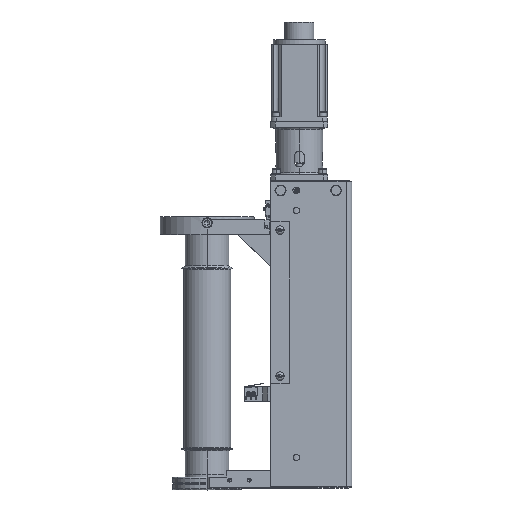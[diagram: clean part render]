
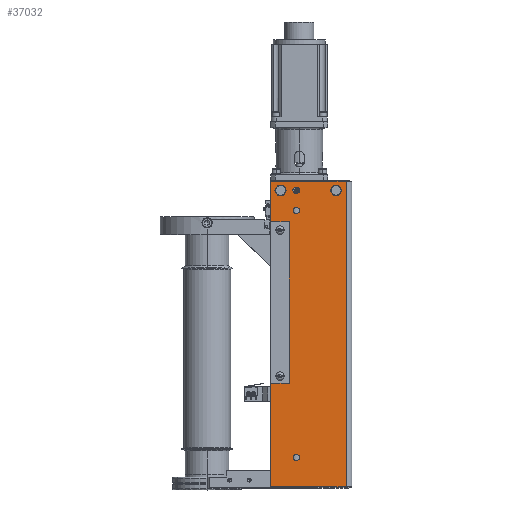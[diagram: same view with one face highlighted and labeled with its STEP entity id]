
A CAD part, top view. The second image highlights one B-rep face of the part: STEP entity #37032.
In plain terms, the highlighted planar face has unit normal (0, 0, 1).
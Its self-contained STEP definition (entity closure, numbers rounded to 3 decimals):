
#9840=DIRECTION('',(1.,0.,0.));
#9841=VECTOR('',#9840,76.9);
#9842=CARTESIAN_POINT('',(64.8,1.,49.075));
#9843=LINE('',#9842,#9841);
#10906=CARTESIAN_POINT('',(90.85,303.5,49.075));
#10907=DIRECTION('',(0.,0.,1.));
#10908=DIRECTION('',(-1.,0.,0.));
#10909=AXIS2_PLACEMENT_3D('',#10906,#10907,#10908);
#10911=CARTESIAN_POINT('',(90.85,303.5,49.075));
#10912=DIRECTION('',(0.,0.,1.));
#10913=DIRECTION('',(1.,0.,0.));
#10914=AXIS2_PLACEMENT_3D('',#10911,#10912,#10913);
#10916=CARTESIAN_POINT('',(91.,283.,49.075));
#10917=DIRECTION('',(0.,0.,1.));
#10918=DIRECTION('',(-1.,0.,0.));
#10919=AXIS2_PLACEMENT_3D('',#10916,#10917,#10918);
#10921=CARTESIAN_POINT('',(91.,283.,49.075));
#10922=DIRECTION('',(0.,0.,1.));
#10923=DIRECTION('',(1.,0.,0.));
#10924=AXIS2_PLACEMENT_3D('',#10921,#10922,#10923);
#10926=CARTESIAN_POINT('',(91.,31.,49.075));
#10927=DIRECTION('',(0.,0.,1.));
#10928=DIRECTION('',(-1.,0.,0.));
#10929=AXIS2_PLACEMENT_3D('',#10926,#10927,#10928);
#10931=CARTESIAN_POINT('',(91.,31.,49.075));
#10932=DIRECTION('',(0.,0.,1.));
#10933=DIRECTION('',(1.,0.,0.));
#10934=AXIS2_PLACEMENT_3D('',#10931,#10932,#10933);
#10936=CARTESIAN_POINT('',(75.,303.5,49.075));
#10937=DIRECTION('',(0.,0.,-1.));
#10938=DIRECTION('',(1.,0.,0.));
#10939=AXIS2_PLACEMENT_3D('',#10936,#10937,#10938);
#10941=CARTESIAN_POINT('',(75.,303.5,49.075));
#10942=DIRECTION('',(0.,0.,-1.));
#10943=DIRECTION('',(-1.,0.,0.));
#10944=AXIS2_PLACEMENT_3D('',#10941,#10942,#10943);
#10946=CARTESIAN_POINT('',(131.59,303.5,49.075));
#10947=DIRECTION('',(0.,0.,-1.));
#10948=DIRECTION('',(1.,0.,0.));
#10949=AXIS2_PLACEMENT_3D('',#10946,#10947,#10948);
#10951=CARTESIAN_POINT('',(131.59,303.5,49.075));
#10952=DIRECTION('',(0.,0.,-1.));
#10953=DIRECTION('',(-1.,0.,0.));
#10954=AXIS2_PLACEMENT_3D('',#10951,#10952,#10953);
#10956=DIRECTION('',(1.,0.,0.));
#10957=VECTOR('',#10956,19.);
#10958=CARTESIAN_POINT('',(64.8,106.5,49.075));
#10959=LINE('',#10958,#10957);
#10960=DIRECTION('',(0.,1.,0.));
#10961=VECTOR('',#10960,165.);
#10962=CARTESIAN_POINT('',(83.8,106.5,49.075));
#10963=LINE('',#10962,#10961);
#10964=DIRECTION('',(1.,0.,0.));
#10965=VECTOR('',#10964,19.);
#10966=CARTESIAN_POINT('',(64.8,271.5,49.075));
#10967=LINE('',#10966,#10965);
#10968=DIRECTION('',(0.,1.,0.));
#10969=VECTOR('',#10968,41.5);
#10970=CARTESIAN_POINT('',(64.8,271.5,49.075));
#10971=LINE('',#10970,#10969);
#10972=DIRECTION('',(1.,0.,0.));
#10973=VECTOR('',#10972,76.9);
#10974=CARTESIAN_POINT('',(64.8,313.,49.075));
#10975=LINE('',#10974,#10973);
#10976=DIRECTION('',(0.,1.,0.));
#10977=VECTOR('',#10976,105.5);
#10978=CARTESIAN_POINT('',(64.8,1.,49.075));
#10979=LINE('',#10978,#10977);
#12054=DIRECTION('',(0.,1.,0.));
#12055=VECTOR('',#12054,312.);
#12056=CARTESIAN_POINT('',(141.7,1.,49.075));
#12057=LINE('',#12056,#12055);
#19884=CARTESIAN_POINT('',(141.7,313.,49.075));
#19885=VERTEX_POINT('',#19884);
#19886=CARTESIAN_POINT('',(64.8,313.,49.075));
#19887=VERTEX_POINT('',#19886);
#19994=CARTESIAN_POINT('',(141.7,1.,49.075));
#19995=VERTEX_POINT('',#19994);
#19996=CARTESIAN_POINT('',(87.5,303.5,49.075));
#19997=CARTESIAN_POINT('',(94.2,303.5,49.075));
#19998=VERTEX_POINT('',#19996);
#19999=VERTEX_POINT('',#19997);
#20000=CARTESIAN_POINT('',(87.85,283.,49.075));
#20001=CARTESIAN_POINT('',(94.15,283.,49.075));
#20002=VERTEX_POINT('',#20000);
#20003=VERTEX_POINT('',#20001);
#20004=CARTESIAN_POINT('',(87.85,31.,49.075));
#20005=CARTESIAN_POINT('',(94.15,31.,49.075));
#20006=VERTEX_POINT('',#20004);
#20007=VERTEX_POINT('',#20005);
#20034=CARTESIAN_POINT('',(64.8,1.,49.075));
#20035=VERTEX_POINT('',#20034);
#23014=CARTESIAN_POINT('',(80.25,303.5,49.075));
#23015=CARTESIAN_POINT('',(69.75,303.5,49.075));
#23016=VERTEX_POINT('',#23014);
#23017=VERTEX_POINT('',#23015);
#23026=CARTESIAN_POINT('',(136.84,303.5,49.075));
#23027=CARTESIAN_POINT('',(126.34,303.5,49.075));
#23028=VERTEX_POINT('',#23026);
#23029=VERTEX_POINT('',#23027);
#23412=CARTESIAN_POINT('',(64.8,106.5,49.075));
#23413=CARTESIAN_POINT('',(83.8,106.5,49.075));
#23414=VERTEX_POINT('',#23412);
#23415=VERTEX_POINT('',#23413);
#23416=CARTESIAN_POINT('',(64.8,271.5,49.075));
#23417=CARTESIAN_POINT('',(83.8,271.5,49.075));
#23418=VERTEX_POINT('',#23416);
#23419=VERTEX_POINT('',#23417);
#36983=CARTESIAN_POINT('',(103.25,157.,49.075));
#36984=DIRECTION('',(0.,0.,1.));
#36985=DIRECTION('',(-1.,0.,0.));
#36986=AXIS2_PLACEMENT_3D('',#36983,#36984,#36985);
#36987=PLANE('',#36986);
#36989=ORIENTED_EDGE('',*,*,#36988,.T.);
#36991=ORIENTED_EDGE('',*,*,#36990,.T.);
#36993=ORIENTED_EDGE('',*,*,#36992,.F.);
#36994=ORIENTED_EDGE('',*,*,#36967,.T.);
#36995=ORIENTED_EDGE('',*,*,#35371,.T.);
#36997=ORIENTED_EDGE('',*,*,#36996,.F.);
#36998=ORIENTED_EDGE('',*,*,#35548,.F.);
#36999=ORIENTED_EDGE('',*,*,#36975,.T.);
#37000=EDGE_LOOP('',(#36989,#36991,#36993,#36994,#36995,#36997,#36998,#36999));
#37001=FACE_OUTER_BOUND('',#37000,.F.);
#37003=ORIENTED_EDGE('',*,*,#37002,.T.);
#37005=ORIENTED_EDGE('',*,*,#37004,.T.);
#37006=EDGE_LOOP('',(#37003,#37005));
#37007=FACE_BOUND('',#37006,.F.);
#37009=ORIENTED_EDGE('',*,*,#37008,.T.);
#37011=ORIENTED_EDGE('',*,*,#37010,.T.);
#37012=EDGE_LOOP('',(#37009,#37011));
#37013=FACE_BOUND('',#37012,.F.);
#37015=ORIENTED_EDGE('',*,*,#37014,.F.);
#37017=ORIENTED_EDGE('',*,*,#37016,.F.);
#37018=EDGE_LOOP('',(#37015,#37017));
#37019=FACE_BOUND('',#37018,.F.);
#37021=ORIENTED_EDGE('',*,*,#37020,.F.);
#37023=ORIENTED_EDGE('',*,*,#37022,.F.);
#37024=EDGE_LOOP('',(#37021,#37023));
#37025=FACE_BOUND('',#37024,.F.);
#37027=ORIENTED_EDGE('',*,*,#37026,.T.);
#37029=ORIENTED_EDGE('',*,*,#37028,.T.);
#37030=EDGE_LOOP('',(#37027,#37029));
#37031=FACE_BOUND('',#37030,.F.);
#10910=CIRCLE('',#10909,3.35);
#10915=CIRCLE('',#10914,3.35);
#10920=CIRCLE('',#10919,3.15);
#10925=CIRCLE('',#10924,3.15);
#10930=CIRCLE('',#10929,3.15);
#10935=CIRCLE('',#10934,3.15);
#10940=CIRCLE('',#10939,5.25);
#10945=CIRCLE('',#10944,5.25);
#10950=CIRCLE('',#10949,5.25);
#10955=CIRCLE('',#10954,5.25);
#35371=EDGE_CURVE('',#19887,#19885,#10975,.T.);
#35548=EDGE_CURVE('',#20035,#19995,#9843,.T.);
#36967=EDGE_CURVE('',#23418,#19887,#10971,.T.);
#36975=EDGE_CURVE('',#20035,#23414,#10979,.T.);
#36988=EDGE_CURVE('',#23414,#23415,#10959,.T.);
#36990=EDGE_CURVE('',#23415,#23419,#10963,.T.);
#36992=EDGE_CURVE('',#23418,#23419,#10967,.T.);
#36996=EDGE_CURVE('',#19995,#19885,#12057,.T.);
#37002=EDGE_CURVE('',#20002,#20003,#10920,.T.);
#37004=EDGE_CURVE('',#20003,#20002,#10925,.T.);
#37008=EDGE_CURVE('',#20006,#20007,#10930,.T.);
#37010=EDGE_CURVE('',#20007,#20006,#10935,.T.);
#37014=EDGE_CURVE('',#23016,#23017,#10940,.T.);
#37016=EDGE_CURVE('',#23017,#23016,#10945,.T.);
#37020=EDGE_CURVE('',#23028,#23029,#10950,.T.);
#37022=EDGE_CURVE('',#23029,#23028,#10955,.T.);
#37026=EDGE_CURVE('',#19998,#19999,#10910,.T.);
#37028=EDGE_CURVE('',#19999,#19998,#10915,.T.);
#37032=ADVANCED_FACE('',(#37001,#37007,#37013,#37019,#37025,#37031),#36987,.T.);
